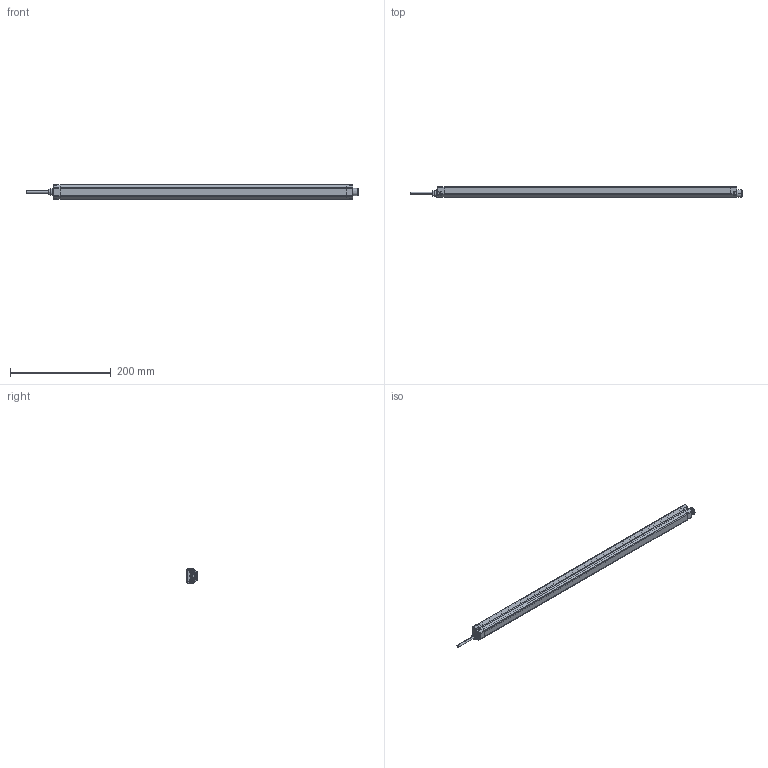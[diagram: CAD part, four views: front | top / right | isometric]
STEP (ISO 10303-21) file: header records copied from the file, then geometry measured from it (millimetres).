
FILE_DESCRIPTION((''),'2;1');
FILE_NAME('154530_SW','2010-11-02T',('banengservice'),('BANNER ENGINEERING'),'PRO/ENGINEER BY PARAMETRIC TECHNOLOGY CORPORATION, 2009141','PRO/ENGINEER BY PARAMETRIC TECHNOLOGY CORPORATION, 2009141','');
FILE_SCHEMA(('CONFIG_CONTROL_DESIGN'));
Products named in the file (1): 154530_SW
Bounding box: 658.5 x 21 x 28 mm (x, y, z)
Volume: 135002.1 mm3; surface area: 151235.2 mm2
Topology: 2 solids, 2 shells, 1080 faces, 2735 edges, 1672 vertices
Faces by surface type: plane 366, cylinder 311, cone 143, bspline 142, torus 102, sphere 16
Entity records: 46915 total; most frequent: CARTESIAN_POINT 21567, ORIENTED_EDGE 5454, DIRECTION 5206, EDGE_CURVE 2727, AXIS2_PLACEMENT_3D 1993, VERTEX_POINT 1672, VECTOR 1220, LINE 1220
